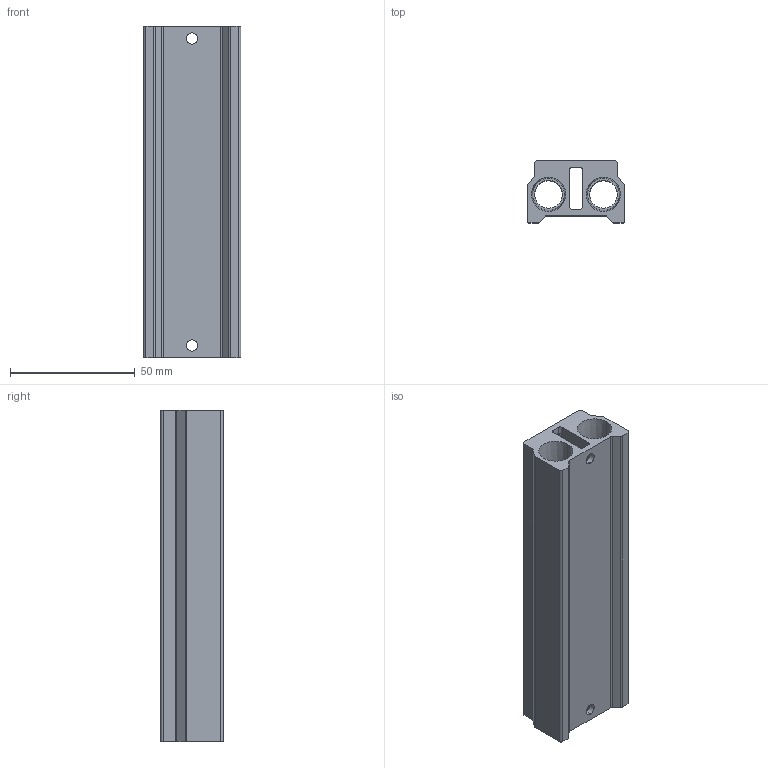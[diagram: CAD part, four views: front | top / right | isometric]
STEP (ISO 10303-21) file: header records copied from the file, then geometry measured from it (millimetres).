
FILE_DESCRIPTION (( 'STEP AP214' ), '1' );
FILE_NAME ('AM-316.step', '2019-02-19T16:14:27', ( '' ), ( '' ), 'SwSTEP 2.0', 'SolidWorks 2018', '' );
FILE_SCHEMA (( 'AUTOMOTIVE_DESIGN' ));
Length unit declared in the file: millimetre
Products named in the file (1): AM-316
Bounding box: 39 x 25 x 133 mm (x, y, z)
Volume: 67572.8 mm3; surface area: 35172.2 mm2
Topology: 1 solids, 1 shells, 182 faces, 520 edges, 316 vertices
Faces by surface type: cylinder 94, cone 54, plane 26, bspline 8
Entity records: 7394 total; most frequent: CARTESIAN_POINT 2447, ORIENTED_EDGE 992, DIRECTION 966, EDGE_CURVE 496, AXIS2_PLACEMENT_3D 383, VERTEX_POINT 316, EDGE_LOOP 220, CIRCLE 208
